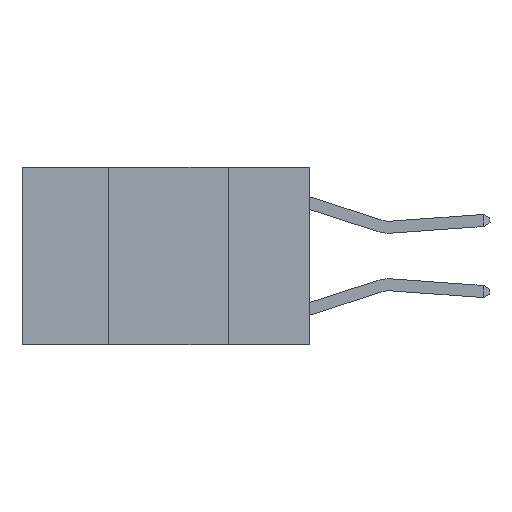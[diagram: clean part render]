
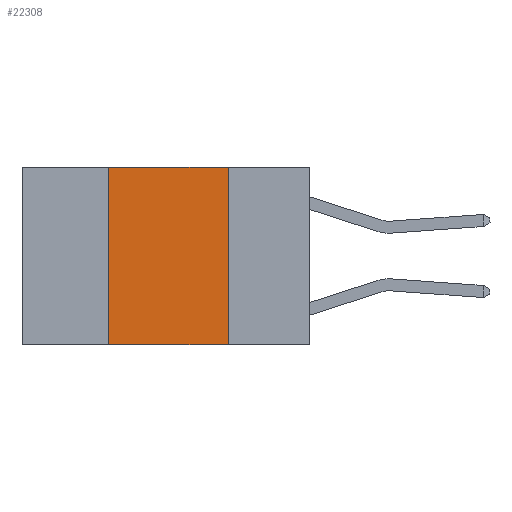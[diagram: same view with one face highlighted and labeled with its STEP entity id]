
A CAD part, left-side view. The second image highlights one B-rep face of the part: STEP entity #22308.
In plain terms, the highlighted planar face has unit normal (-1, 0, 0).
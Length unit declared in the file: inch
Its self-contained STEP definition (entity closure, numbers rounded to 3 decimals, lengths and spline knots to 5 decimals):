
#152 = LINE ( 'NONE', #4903, #11238 ) ;
#410 = DIRECTION ( 'NONE',  ( 0., -1., 0. ) ) ;
#1196 = DIRECTION ( 'NONE',  ( 0., 0., -1. ) ) ;
#1650 = VECTOR ( 'NONE', #410, 39.37008 ) ;
#1760 = EDGE_CURVE ( 'NONE', #7279, #10359, #20480, .T. ) ;
#3484 = CARTESIAN_POINT ( 'NONE',  ( 0., 0.6, 0. ) ) ;
#4903 = CARTESIAN_POINT ( 'NONE',  ( 0., 0.17, 0. ) ) ;
#5312 = EDGE_CURVE ( 'NONE', #7279, #24390, #5551, .T. ) ;
#5421 = VECTOR ( 'NONE', #20937, 39.37008 ) ;
#5551 = LINE ( 'NONE', #6103, #20875 ) ;
#6073 = CARTESIAN_POINT ( 'NONE',  ( 0., 0.42, 0. ) ) ;
#6103 = CARTESIAN_POINT ( 'NONE',  ( 0., 0.42, 0. ) ) ;
#7131 = DIRECTION ( 'NONE',  ( 0., 0., -1. ) ) ;
#7279 = VERTEX_POINT ( 'NONE', #17412 ) ;
#8316 = EDGE_CURVE ( 'NONE', #24390, #20737, #17053, .T. ) ;
#9245 = CARTESIAN_POINT ( 'NONE',  ( 0., 0.6, -0.37 ) ) ;
#10359 = VERTEX_POINT ( 'NONE', #16211 ) ;
#11238 = VECTOR ( 'NONE', #7131, 39.37008 ) ;
#11857 = ORIENTED_EDGE ( 'NONE', *, *, #20976, .F. ) ;
#12213 = CARTESIAN_POINT ( 'NONE',  ( 0., 0.6, 0. ) ) ;
#12369 = ORIENTED_EDGE ( 'NONE', *, *, #8316, .F. ) ;
#12549 = ORIENTED_EDGE ( 'NONE', *, *, #5312, .F. ) ;
#12859 = ORIENTED_EDGE ( 'NONE', *, *, #1760, .T. ) ;
#14394 = DIRECTION ( 'NONE',  ( 1., 0., 0. ) ) ;
#16211 = CARTESIAN_POINT ( 'NONE',  ( 0., 0.17, -0.37 ) ) ;
#17053 = LINE ( 'NONE', #3484, #5421 ) ;
#17412 = CARTESIAN_POINT ( 'NONE',  ( 0., 0.42, -0.37 ) ) ;
#19135 = DIRECTION ( 'NONE',  ( 0., 0., 1. ) ) ;
#20480 = LINE ( 'NONE', #9245, #1650 ) ;
#20737 = VERTEX_POINT ( 'NONE', #23698 ) ;
#20875 = VECTOR ( 'NONE', #19135, 39.37008 ) ;
#20937 = DIRECTION ( 'NONE',  ( 0., -1., 0. ) ) ;
#20976 = EDGE_CURVE ( 'NONE', #20737, #10359, #152, .T. ) ;
#21310 = FACE_OUTER_BOUND ( 'NONE', #24027, .T. ) ;
#22308 = ADVANCED_FACE ( 'NONE', ( #21310 ), #25098, .F. ) ;
#23698 = CARTESIAN_POINT ( 'NONE',  ( 0., 0.17, 0. ) ) ;
#24027 = EDGE_LOOP ( 'NONE', ( #11857, #12369, #12549, #12859 ) ) ;
#24390 = VERTEX_POINT ( 'NONE', #6073 ) ;
#24570 = AXIS2_PLACEMENT_3D ( 'NONE', #12213, #14394, #1196 ) ;
#25098 = PLANE ( 'NONE',  #24570 ) ;
